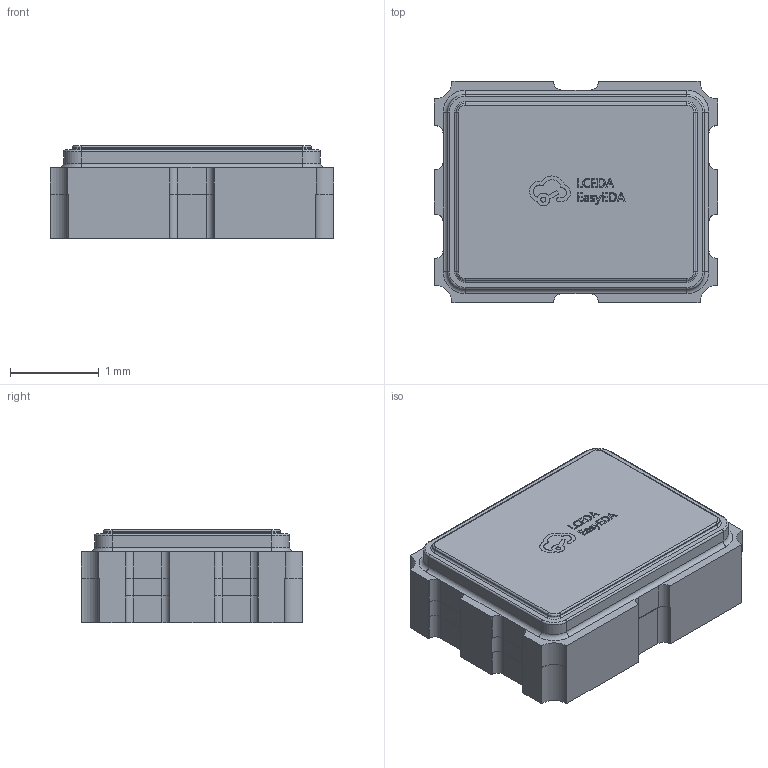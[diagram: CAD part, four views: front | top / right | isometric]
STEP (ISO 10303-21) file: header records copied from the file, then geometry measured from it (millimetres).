
FILE_DESCRIPTION (( 'STEP AP214' ), '1' );
FILE_NAME ('OSC-SMD_6P-L3.2-W2.5-H1.0-BL_SG3225EAN.step', '2022-07-07T03:27:43', ( '' ), ( '' ), 'SwSTEP 2.0', 'SolidWorks 2020', '' );
FILE_SCHEMA (( 'AUTOMOTIVE_DESIGN' ));
Length unit declared in the file: millimetre
Products named in the file (1): OSC-SMD_6P-L3.2-W2.5-H1.0-BL_SG3225EAN
Bounding box: 3.2 x 2.5 x 1.05 mm (x, y, z)
Volume: 7.6 mm3; surface area: 26.6 mm2
Topology: 1 solids, 1 shells, 495 faces, 1354 edges, 888 vertices
Faces by surface type: plane 297, bspline 112, cylinder 70, torus 16
Entity records: 22135 total; most frequent: CARTESIAN_POINT 4842, ORIENTED_EDGE 2708, DIRECTION 2050, EDGE_CURVE 1354, LINE 970, VECTOR 970, VERTEX_POINT 888, AXIS2_PLACEMENT_3D 540
